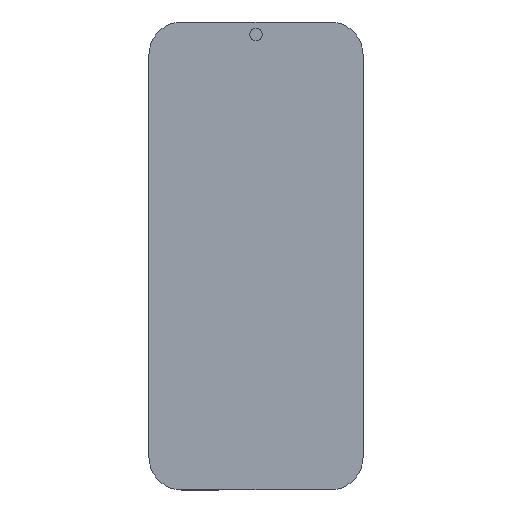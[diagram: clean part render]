
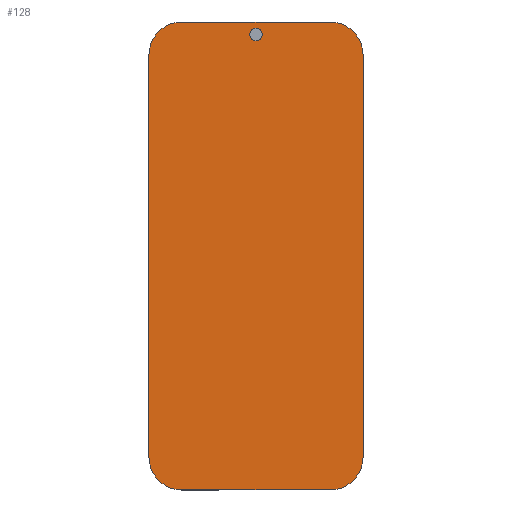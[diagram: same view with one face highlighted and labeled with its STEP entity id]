
A CAD part, top view. The second image highlights one B-rep face of the part: STEP entity #128.
In plain terms, the highlighted planar face has unit normal (0, 0, 1).
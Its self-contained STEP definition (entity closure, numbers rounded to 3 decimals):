
#3 = ORIENTED_EDGE ( 'NONE', *, *, #39, .T. ) ;
#5 = DIRECTION ( 'NONE',  ( 0., -1., 0. ) ) ;
#8 = DIRECTION ( 'NONE',  ( 1., 0., 0. ) ) ;
#20 = DIRECTION ( 'NONE',  ( 1., 0., 0. ) ) ;
#24 = VERTEX_POINT ( 'NONE', #316 ) ;
#35 = CARTESIAN_POINT ( 'NONE',  ( -34.25, 64.4, 0.01 ) ) ;
#38 = CIRCLE ( 'NONE', #399, 2. ) ;
#39 = EDGE_CURVE ( 'NONE', #379, #58, #363, .T. ) ;
#40 = DIRECTION ( 'NONE',  ( 0., 0., 1. ) ) ;
#54 = ORIENTED_EDGE ( 'NONE', *, *, #127, .T. ) ;
#58 = VERTEX_POINT ( 'NONE', #35 ) ;
#59 = VECTOR ( 'NONE', #256, 1000. ) ;
#61 = DIRECTION ( 'NONE',  ( 1., 0., 0. ) ) ;
#62 = CARTESIAN_POINT ( 'NONE',  ( 23.75, -64.4, 0.01 ) ) ;
#64 = CIRCLE ( 'NONE', #276, 2. ) ;
#66 = DIRECTION ( 'NONE',  ( 0., 0., 1. ) ) ;
#67 = CARTESIAN_POINT ( 'NONE',  ( 23.75, 74.9, 0.01 ) ) ;
#76 = DIRECTION ( 'NONE',  ( -1., 0., 0. ) ) ;
#79 = CIRCLE ( 'NONE', #191, 10.5 ) ;
#80 = CARTESIAN_POINT ( 'NONE',  ( -23.75, -74.9, 0.01 ) ) ;
#89 = ORIENTED_EDGE ( 'NONE', *, *, #156, .T. ) ;
#99 = EDGE_CURVE ( 'NONE', #176, #299, #64, .T. ) ;
#104 = CARTESIAN_POINT ( 'NONE',  ( -34.25, -64.4, 0.01 ) ) ;
#106 = AXIS2_PLACEMENT_3D ( 'NONE', #318, #40, #213 ) ;
#110 = CARTESIAN_POINT ( 'NONE',  ( 2., 70.9, 0.01 ) ) ;
#111 = CARTESIAN_POINT ( 'NONE',  ( 23.75, -74.9, 0.01 ) ) ;
#116 = EDGE_CURVE ( 'NONE', #314, #24, #152, .T. ) ;
#118 = VECTOR ( 'NONE', #195, 1000. ) ;
#127 = EDGE_CURVE ( 'NONE', #58, #247, #388, .T. ) ;
#128 = ADVANCED_FACE ( 'NONE', ( #284, #327 ), #250, .T. ) ;
#130 = CARTESIAN_POINT ( 'NONE',  ( -23.75, 74.9, 0.01 ) ) ;
#133 = CARTESIAN_POINT ( 'NONE',  ( 34.25, -64.4, 0.01 ) ) ;
#135 = DIRECTION ( 'NONE',  ( 0., 0., -1. ) ) ;
#137 = CARTESIAN_POINT ( 'NONE',  ( 0., 70.9, 0.01 ) ) ;
#141 = DIRECTION ( 'NONE',  ( 1., 0., 0. ) ) ;
#142 = DIRECTION ( 'NONE',  ( 1., 0., 0. ) ) ;
#149 = ORIENTED_EDGE ( 'NONE', *, *, #312, .T. ) ;
#150 = ORIENTED_EDGE ( 'NONE', *, *, #99, .T. ) ;
#151 = EDGE_CURVE ( 'NONE', #240, #281, #235, .T. ) ;
#152 = LINE ( 'NONE', #133, #59 ) ;
#156 = EDGE_CURVE ( 'NONE', #299, #176, #38, .T. ) ;
#164 = CARTESIAN_POINT ( 'NONE',  ( 23.75, 74.9, 0.01 ) ) ;
#165 = AXIS2_PLACEMENT_3D ( 'NONE', #170, #233, #142 ) ;
#170 = CARTESIAN_POINT ( 'NONE',  ( 23.75, 64.4, 0.01 ) ) ;
#173 = EDGE_LOOP ( 'NONE', ( #89, #150 ) ) ;
#176 = VERTEX_POINT ( 'NONE', #262 ) ;
#181 = ORIENTED_EDGE ( 'NONE', *, *, #197, .T. ) ;
#184 = CARTESIAN_POINT ( 'NONE',  ( -34.25, 64.4, 0.01 ) ) ;
#185 = VECTOR ( 'NONE', #5, 1000. ) ;
#191 = AXIS2_PLACEMENT_3D ( 'NONE', #62, #260, #335 ) ;
#195 = DIRECTION ( 'NONE',  ( 1., 0., 0. ) ) ;
#197 = EDGE_CURVE ( 'NONE', #369, #379, #330, .T. ) ;
#199 = CARTESIAN_POINT ( 'NONE',  ( -23.75, -74.9, 0.01 ) ) ;
#213 = DIRECTION ( 'NONE',  ( 1., 0., 0. ) ) ;
#232 = EDGE_CURVE ( 'NONE', #281, #314, #79, .T. ) ;
#233 = DIRECTION ( 'NONE',  ( 0., 0., 1. ) ) ;
#235 = LINE ( 'NONE', #80, #118 ) ;
#238 = ORIENTED_EDGE ( 'NONE', *, *, #116, .T. ) ;
#240 = VERTEX_POINT ( 'NONE', #199 ) ;
#246 = CIRCLE ( 'NONE', #403, 10.5 ) ;
#247 = VERTEX_POINT ( 'NONE', #104 ) ;
#250 = PLANE ( 'NONE',  #106 ) ;
#256 = DIRECTION ( 'NONE',  ( 0., 1., 0. ) ) ;
#260 = DIRECTION ( 'NONE',  ( 0., 0., 1. ) ) ;
#262 = CARTESIAN_POINT ( 'NONE',  ( -2., 70.9, 0.01 ) ) ;
#269 = DIRECTION ( 'NONE',  ( 0., 0., 1. ) ) ;
#270 = VECTOR ( 'NONE', #76, 1000. ) ;
#276 = AXIS2_PLACEMENT_3D ( 'NONE', #387, #135, #61 ) ;
#281 = VERTEX_POINT ( 'NONE', #111 ) ;
#284 = FACE_OUTER_BOUND ( 'NONE', #294, .T. ) ;
#292 = AXIS2_PLACEMENT_3D ( 'NONE', #326, #66, #8 ) ;
#294 = EDGE_LOOP ( 'NONE', ( #238, #404, #181, #3, #54, #149, #343, #371 ) ) ;
#296 = DIRECTION ( 'NONE',  ( 0., 0., -1. ) ) ;
#299 = VERTEX_POINT ( 'NONE', #110 ) ;
#311 = EDGE_CURVE ( 'NONE', #24, #369, #328, .T. ) ;
#312 = EDGE_CURVE ( 'NONE', #247, #240, #246, .T. ) ;
#314 = VERTEX_POINT ( 'NONE', #338 ) ;
#316 = CARTESIAN_POINT ( 'NONE',  ( 34.25, 64.4, 0.01 ) ) ;
#318 = CARTESIAN_POINT ( 'NONE',  ( 23.75, 64.4, 0.01 ) ) ;
#326 = CARTESIAN_POINT ( 'NONE',  ( -23.75, 64.4, 0.01 ) ) ;
#327 = FACE_BOUND ( 'NONE', #173, .T. ) ;
#328 = CIRCLE ( 'NONE', #165, 10.5 ) ;
#330 = LINE ( 'NONE', #164, #270 ) ;
#335 = DIRECTION ( 'NONE',  ( 1., 0., 0. ) ) ;
#338 = CARTESIAN_POINT ( 'NONE',  ( 34.25, -64.4, 0.01 ) ) ;
#343 = ORIENTED_EDGE ( 'NONE', *, *, #151, .T. ) ;
#355 = CARTESIAN_POINT ( 'NONE',  ( -23.75, -64.4, 0.01 ) ) ;
#363 = CIRCLE ( 'NONE', #292, 10.5 ) ;
#369 = VERTEX_POINT ( 'NONE', #67 ) ;
#371 = ORIENTED_EDGE ( 'NONE', *, *, #232, .T. ) ;
#379 = VERTEX_POINT ( 'NONE', #130 ) ;
#387 = CARTESIAN_POINT ( 'NONE',  ( 0., 70.9, 0.01 ) ) ;
#388 = LINE ( 'NONE', #184, #185 ) ;
#399 = AXIS2_PLACEMENT_3D ( 'NONE', #137, #296, #141 ) ;
#403 = AXIS2_PLACEMENT_3D ( 'NONE', #355, #269, #20 ) ;
#404 = ORIENTED_EDGE ( 'NONE', *, *, #311, .T. ) ;
